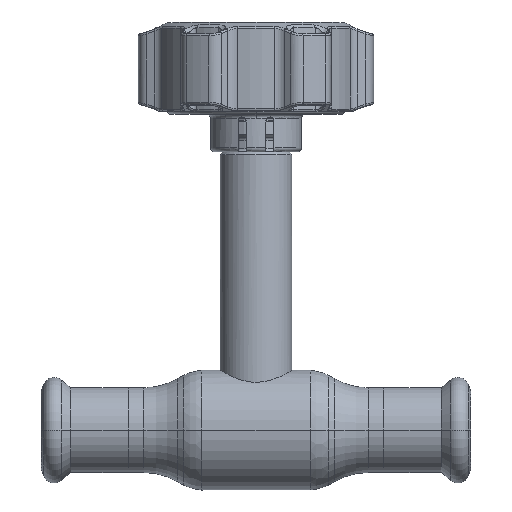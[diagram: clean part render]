
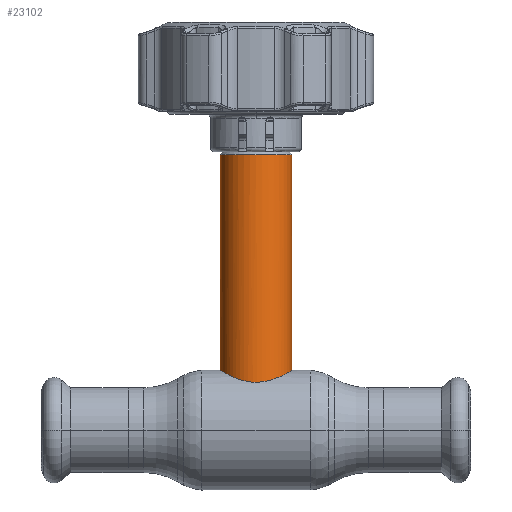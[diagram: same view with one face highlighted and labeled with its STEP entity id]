
A CAD part, top view. The second image highlights one B-rep face of the part: STEP entity #23102.
In plain terms, the highlighted cylindrical face has radius 9 mm (diameter 18 mm), a partial arc.
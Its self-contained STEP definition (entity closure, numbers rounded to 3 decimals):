
#55 = CARTESIAN_POINT ( 'NONE',  ( -5.937, 13.387, 6.77 ) ) ;
#130 = CARTESIAN_POINT ( 'NONE',  ( -9., 15., 0. ) ) ;
#257 = CARTESIAN_POINT ( 'NONE',  ( -1.509, 12.091, 8.878 ) ) ;
#846 = VERTEX_POINT ( 'NONE', #32310 ) ;
#2689 = CARTESIAN_POINT ( 'NONE',  ( 8.059, 14.454, 4.05 ) ) ;
#2870 = CARTESIAN_POINT ( 'NONE',  ( 5.948, 13.389, 6.778 ) ) ;
#3053 = CARTESIAN_POINT ( 'NONE',  ( 2.947, 12.353, 8.509 ) ) ;
#3293 = LINE ( 'NONE', #14076, #29031 ) ;
#3412 = CARTESIAN_POINT ( 'NONE',  ( 9., 15., 0. ) ) ;
#4544 = CARTESIAN_POINT ( 'NONE',  ( -8.938, 14.963, 1.209 ) ) ;
#5470 = CARTESIAN_POINT ( 'NONE',  ( -0.308, 12., 9. ) ) ;
#5648 = CARTESIAN_POINT ( 'NONE',  ( 3.223, 12.423, 8.408 ) ) ;
#5836 = CARTESIAN_POINT ( 'NONE',  ( 8.923, 14.954, 1.21 ) ) ;
#6023 = CARTESIAN_POINT ( 'NONE',  ( 4.026, 12.655, 8.055 ) ) ;
#6996 = CYLINDRICAL_SURFACE ( 'NONE', #28630, 9. ) ;
#8261 = CARTESIAN_POINT ( 'NONE',  ( -9., 15., 0. ) ) ;
#8647 = CARTESIAN_POINT ( 'NONE',  ( -5.259, 13.1, 7.309 ) ) ;
#8747 = VECTOR ( 'NONE', #31738, 1000. ) ;
#9030 = CARTESIAN_POINT ( 'NONE',  ( -6.15, 13.483, 6.577 ) ) ;
#10328 = CARTESIAN_POINT ( 'NONE',  ( -8.7, 14.821, 2.382 ) ) ;
#11255 = CARTESIAN_POINT ( 'NONE',  ( 7.781, 14.299, 4.56 ) ) ;
#11455 = CARTESIAN_POINT ( 'NONE',  ( 7.296, 14.043, 5.277 ) ) ;
#11632 = CARTESIAN_POINT ( 'NONE',  ( -0.613, 12.012, 8.984 ) ) ;
#11808 = CARTESIAN_POINT ( 'NONE',  ( 4.539, 12.827, 7.777 ) ) ;
#11986 = CARTESIAN_POINT ( 'NONE',  ( 7.124, 13.954, 5.508 ) ) ;
#12085 = EDGE_CURVE ( 'NONE', #27016, #27032, #29107, .T. ) ;
#12280 = B_SPLINE_CURVE_WITH_KNOTS ( 'NONE', 3,
 ( #8261, #29963, #4544, #10328, #21604, #34597, #25693, #28844, #30901, #9030, #55, #36645, #8647, #23258, #25315, #17530, #28109, #257, #19934, #11632, #5470, #22902, #22533, #31450, #25496, #3053, #5648, #22725, #6023, #11808, #31277, #17353, #2870, #16775, #23080, #11986, #11455, #11255, #2689, #34061, #28665, #28295, #26055, #25875, #5836, #19569, #34245, #3412 ),
 .UNSPECIFIED., .F., .F.,
 ( 4, 2, 2, 2, 2, 2, 2, 2, 2, 2, 2, 2, 2, 2, 2, 2, 2, 2, 2, 2, 2, 2, 2, 4 ),
 ( 0., 0.002, 0.004, 0.005, 0.007, 0.008, 0.009, 0.011, 0.013, 0.014, 0.014, 0.016, 0.017, 0.018, 0.019, 0.02, 0.022, 0.023, 0.023, 0.025, 0.026, 0.027, 0.028, 0.029 ),
 .UNSPECIFIED. ) ;
#13325 = CARTESIAN_POINT ( 'NONE',  ( 0., 0., 0. ) ) ;
#14073 = CARTESIAN_POINT ( 'NONE',  ( -9., 69.069, 0. ) ) ;
#14076 = CARTESIAN_POINT ( 'NONE',  ( 9., 0., 0. ) ) ;
#15910 = DIRECTION ( 'NONE',  ( -1., 0., 0. ) ) ;
#16775 = CARTESIAN_POINT ( 'NONE',  ( 6.56, 13.675, 6.169 ) ) ;
#17353 = CARTESIAN_POINT ( 'NONE',  ( 5.507, 13.196, 7.142 ) ) ;
#17530 = CARTESIAN_POINT ( 'NONE',  ( -2.963, 12.35, 8.518 ) ) ;
#17586 = DIRECTION ( 'NONE',  ( 0., -1., 0. ) ) ;
#18996 = ORIENTED_EDGE ( 'NONE', *, *, #25275, .T. ) ;
#19569 = CARTESIAN_POINT ( 'NONE',  ( 8.984, 14.991, 0.611 ) ) ;
#19934 = CARTESIAN_POINT ( 'NONE',  ( -1.213, 12.057, 8.923 ) ) ;
#21532 = EDGE_CURVE ( 'NONE', #846, #35681, #3293, .T. ) ;
#21604 = CARTESIAN_POINT ( 'NONE',  ( -8.519, 14.715, 2.961 ) ) ;
#22533 = CARTESIAN_POINT ( 'NONE',  ( 1.205, 12.046, 8.939 ) ) ;
#22581 = EDGE_LOOP ( 'NONE', ( #22931, #18996, #32626, #28154 ) ) ;
#22725 = CARTESIAN_POINT ( 'NONE',  ( 3.763, 12.574, 8.181 ) ) ;
#22902 = CARTESIAN_POINT ( 'NONE',  ( 0.606, 12., 9. ) ) ;
#22931 = ORIENTED_EDGE ( 'NONE', *, *, #21532, .F. ) ;
#23080 = CARTESIAN_POINT ( 'NONE',  ( 6.756, 13.77, 5.953 ) ) ;
#23102 = ADVANCED_FACE ( 'NONE', ( #23886 ), #6996, .T. ) ;
#23258 = CARTESIAN_POINT ( 'NONE',  ( -4.543, 12.824, 7.791 ) ) ;
#23886 = FACE_OUTER_BOUND ( 'NONE', #22581, .T. ) ;
#24456 = DIRECTION ( 'NONE',  ( 0., -1., 0. ) ) ;
#25275 = EDGE_CURVE ( 'NONE', #846, #27016, #27884, .T. ) ;
#25315 = CARTESIAN_POINT ( 'NONE',  ( -4.037, 12.65, 8.065 ) ) ;
#25496 = CARTESIAN_POINT ( 'NONE',  ( 2.378, 12.23, 8.685 ) ) ;
#25693 = CARTESIAN_POINT ( 'NONE',  ( -7.781, 14.299, 4.56 ) ) ;
#25875 = CARTESIAN_POINT ( 'NONE',  ( 8.878, 14.927, 1.506 ) ) ;
#26055 = CARTESIAN_POINT ( 'NONE',  ( 8.759, 14.857, 2.09 ) ) ;
#26120 = AXIS2_PLACEMENT_3D ( 'NONE', #27606, #24456, #15910 ) ;
#27016 = VERTEX_POINT ( 'NONE', #14073 ) ;
#27032 = VERTEX_POINT ( 'NONE', #130 ) ;
#27606 = CARTESIAN_POINT ( 'NONE',  ( 0., 69.069, 0. ) ) ;
#27765 = DIRECTION ( 'NONE',  ( -1., 0., 0. ) ) ;
#27884 = CIRCLE ( 'NONE', #26120, 9. ) ;
#28109 = CARTESIAN_POINT ( 'NONE',  ( -2.387, 12.221, 8.698 ) ) ;
#28154 = ORIENTED_EDGE ( 'NONE', *, *, #35636, .T. ) ;
#28295 = CARTESIAN_POINT ( 'NONE',  ( 8.685, 14.813, 2.378 ) ) ;
#28482 = CARTESIAN_POINT ( 'NONE',  ( 9., 15., 0. ) ) ;
#28582 = CARTESIAN_POINT ( 'NONE',  ( -9., 0., 0. ) ) ;
#28630 = AXIS2_PLACEMENT_3D ( 'NONE', #13325, #35949, #27765 ) ;
#28665 = CARTESIAN_POINT ( 'NONE',  ( 8.509, 14.711, 2.947 ) ) ;
#28844 = CARTESIAN_POINT ( 'NONE',  ( -7.126, 13.954, 5.528 ) ) ;
#29031 = VECTOR ( 'NONE', #17586, 1000. ) ;
#29107 = LINE ( 'NONE', #28582, #8747 ) ;
#29963 = CARTESIAN_POINT ( 'NONE',  ( -9., 15., 0.611 ) ) ;
#30901 = CARTESIAN_POINT ( 'NONE',  ( -6.758, 13.768, 5.971 ) ) ;
#31277 = CARTESIAN_POINT ( 'NONE',  ( 4.789, 12.918, 7.626 ) ) ;
#31450 = CARTESIAN_POINT ( 'NONE',  ( 2.086, 12.176, 8.76 ) ) ;
#31738 = DIRECTION ( 'NONE',  ( 0., -1., 0. ) ) ;
#32310 = CARTESIAN_POINT ( 'NONE',  ( 9., 69.069, 0. ) ) ;
#32626 = ORIENTED_EDGE ( 'NONE', *, *, #12085, .T. ) ;
#34061 = CARTESIAN_POINT ( 'NONE',  ( 8.406, 14.651, 3.229 ) ) ;
#34245 = CARTESIAN_POINT ( 'NONE',  ( 9., 15., 0.305 ) ) ;
#34597 = CARTESIAN_POINT ( 'NONE',  ( -8.06, 14.454, 4.048 ) ) ;
#35636 = EDGE_CURVE ( 'NONE', #27032, #35681, #12280, .T. ) ;
#35681 = VERTEX_POINT ( 'NONE', #28482 ) ;
#35949 = DIRECTION ( 'NONE',  ( 0., -1., 0. ) ) ;
#36645 = CARTESIAN_POINT ( 'NONE',  ( -5.492, 13.196, 7.136 ) ) ;
